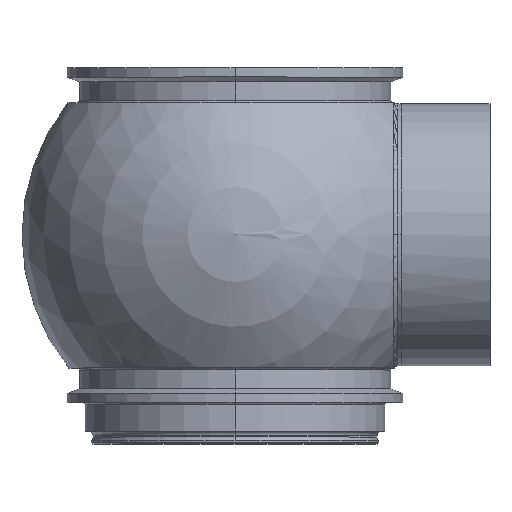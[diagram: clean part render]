
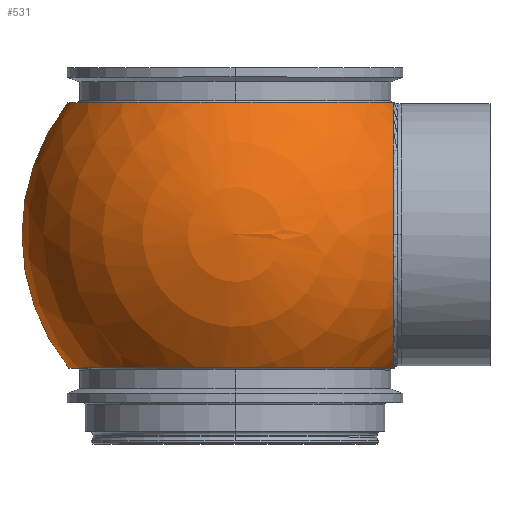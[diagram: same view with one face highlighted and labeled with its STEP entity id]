
A CAD part, top view. The second image highlights one B-rep face of the part: STEP entity #531.
In plain terms, the highlighted spherical face has radius 82.55 mm.
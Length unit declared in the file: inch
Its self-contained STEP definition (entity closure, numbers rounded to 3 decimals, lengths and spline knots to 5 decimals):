
#28 = DIRECTION ( 'NONE',  ( 0., 0., 1. ) ) ;
#47 = DIRECTION ( 'NONE',  ( -1., 0., 0. ) ) ;
#50 = DIRECTION ( 'NONE',  ( 0., 0., 1. ) ) ;
#132 = EDGE_LOOP ( 'NONE', ( #949, #982, #878, #1141 ) ) ;
#148 = CIRCLE ( 'NONE', #345, 3.25 ) ;
#194 = CIRCLE ( 'NONE', #1264, 2.53563 ) ;
#248 = CARTESIAN_POINT ( 'NONE',  ( -2.53563, -2.033, 0. ) ) ;
#291 = EDGE_CURVE ( 'NONE', #650, #646, #1322, .T. ) ;
#296 = CARTESIAN_POINT ( 'NONE',  ( 2.42, -2.033, 0.75697 ) ) ;
#297 = CIRCLE ( 'NONE', #453, 2.54837 ) ;
#345 = AXIS2_PLACEMENT_3D ( 'NONE', #1296, #691, #47 ) ;
#397 = EDGE_CURVE ( 'NONE', #1114, #1347, #148, .T. ) ;
#453 = AXIS2_PLACEMENT_3D ( 'NONE', #1131, #504, #1232 ) ;
#499 = CARTESIAN_POINT ( 'NONE',  ( -2.54837, 2.017, 0. ) ) ;
#504 = DIRECTION ( 'NONE',  ( 0., 1., 0. ) ) ;
#531 = ADVANCED_FACE ( 'NONE', ( #1249 ), #714, .T. ) ;
#644 = EDGE_CURVE ( 'NONE', #1347, #646, #297, .T. ) ;
#646 = VERTEX_POINT ( 'NONE', #1028 ) ;
#650 = VERTEX_POINT ( 'NONE', #296 ) ;
#673 = DIRECTION ( 'NONE',  ( -1., 0., 0. ) ) ;
#691 = DIRECTION ( 'NONE',  ( 0., 0., -1. ) ) ;
#693 = DIRECTION ( 'NONE',  ( 0., 1., 0. ) ) ;
#714 = SPHERICAL_SURFACE ( 'NONE', #1115, 3.25 ) ;
#878 = ORIENTED_EDGE ( 'NONE', *, *, #291, .T. ) ;
#949 = ORIENTED_EDGE ( 'NONE', *, *, #397, .F. ) ;
#982 = ORIENTED_EDGE ( 'NONE', *, *, #1216, .T. ) ;
#998 = CARTESIAN_POINT ( 'NONE',  ( 0., 0., 0. ) ) ;
#1000 = AXIS2_PLACEMENT_3D ( 'NONE', #1277, #673, #28 ) ;
#1028 = CARTESIAN_POINT ( 'NONE',  ( 2.42, 2.017, 0.79863 ) ) ;
#1098 = DIRECTION ( 'NONE',  ( 0., 0., -1. ) ) ;
#1103 = DIRECTION ( 'NONE',  ( 1., 0., 0. ) ) ;
#1114 = VERTEX_POINT ( 'NONE', #248 ) ;
#1115 = AXIS2_PLACEMENT_3D ( 'NONE', #998, #1098, #1103 ) ;
#1131 = CARTESIAN_POINT ( 'NONE',  ( 0., 2.017, 0. ) ) ;
#1141 = ORIENTED_EDGE ( 'NONE', *, *, #644, .F. ) ;
#1216 = EDGE_CURVE ( 'NONE', #1114, #650, #194, .T. ) ;
#1232 = DIRECTION ( 'NONE',  ( 0., 0., 1. ) ) ;
#1249 = FACE_OUTER_BOUND ( 'NONE', #132, .T. ) ;
#1264 = AXIS2_PLACEMENT_3D ( 'NONE', #1297, #693, #50 ) ;
#1277 = CARTESIAN_POINT ( 'NONE',  ( 2.42, 0., 0. ) ) ;
#1296 = CARTESIAN_POINT ( 'NONE',  ( 0., 0., 0. ) ) ;
#1297 = CARTESIAN_POINT ( 'NONE',  ( 0., -2.033, 0. ) ) ;
#1322 = CIRCLE ( 'NONE', #1000, 2.16935 ) ;
#1347 = VERTEX_POINT ( 'NONE', #499 ) ;
